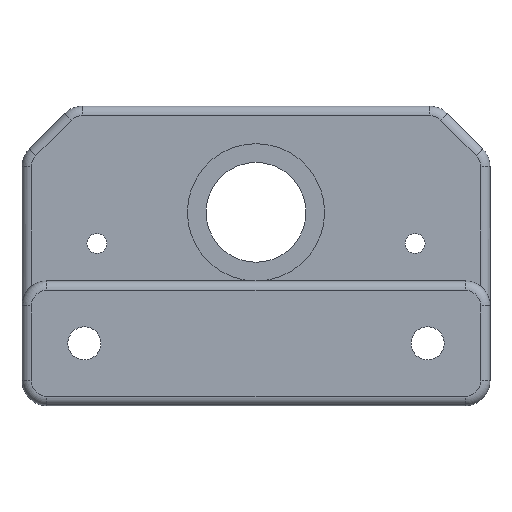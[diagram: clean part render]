
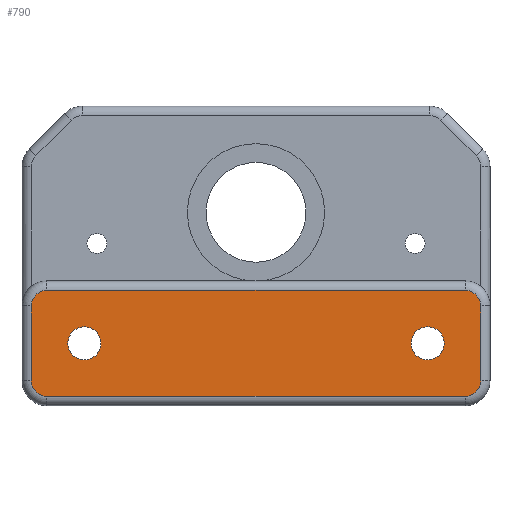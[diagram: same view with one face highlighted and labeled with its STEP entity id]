
A CAD part, front view. The second image highlights one B-rep face of the part: STEP entity #790.
In plain terms, the highlighted planar face has unit normal (0, -1, 0).
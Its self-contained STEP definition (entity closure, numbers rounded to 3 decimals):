
#23 = CARTESIAN_POINT ( 'NONE',  ( 33.5, 0., -29.5 ) ) ;
#27 = DIRECTION ( 'NONE',  ( 0., 0., 1. ) ) ;
#40 = ORIENTED_EDGE ( 'NONE', *, *, #899, .T. ) ;
#67 = EDGE_CURVE ( 'NONE', #264, #1375, #2671, .T. ) ;
#98 = AXIS2_PLACEMENT_3D ( 'NONE', #1465, #2158, #340 ) ;
#207 = LINE ( 'NONE', #23, #2637 ) ;
#219 = VERTEX_POINT ( 'NONE', #584 ) ;
#226 = FACE_OUTER_BOUND ( 'NONE', #2814, .T. ) ;
#264 = VERTEX_POINT ( 'NONE', #1727 ) ;
#300 = DIRECTION ( 'NONE',  ( -1., 0., 0. ) ) ;
#306 = EDGE_CURVE ( 'NONE', #2633, #219, #2635, .T. ) ;
#324 = CARTESIAN_POINT ( 'NONE',  ( 0., 0., -12.5 ) ) ;
#340 = DIRECTION ( 'NONE',  ( 0., 0., 1. ) ) ;
#346 = EDGE_CURVE ( 'NONE', #2328, #831, #207, .T. ) ;
#357 = AXIS2_PLACEMENT_3D ( 'NONE', #2511, #963, #2700 ) ;
#361 = EDGE_CURVE ( 'NONE', #219, #1268, #506, .T. ) ;
#389 = EDGE_CURVE ( 'NONE', #1268, #1274, #1368, .T. ) ;
#436 = CARTESIAN_POINT ( 'NONE',  ( -33.5, 0., -27. ) ) ;
#463 = CARTESIAN_POINT ( 'NONE',  ( -36., 0., -27. ) ) ;
#481 = DIRECTION ( 'NONE',  ( 0., 1., 0. ) ) ;
#506 = CIRCLE ( 'NONE', #357, 2.5 ) ;
#539 = DIRECTION ( 'NONE',  ( 0., 0., 1. ) ) ;
#551 = CARTESIAN_POINT ( 'NONE',  ( 33.5, 0., -27. ) ) ;
#584 = CARTESIAN_POINT ( 'NONE',  ( 36., 0., -15. ) ) ;
#595 = VERTEX_POINT ( 'NONE', #2850 ) ;
#659 = DIRECTION ( 'NONE',  ( 0., -1., 0. ) ) ;
#668 = EDGE_LOOP ( 'NONE', ( #2128, #2875 ) ) ;
#682 = AXIS2_PLACEMENT_3D ( 'NONE', #1565, #858, #2460 ) ;
#686 = DIRECTION ( 'NONE',  ( 1., 0., 0. ) ) ;
#690 = CARTESIAN_POINT ( 'NONE',  ( 27.5, 0., -21. ) ) ;
#699 = CARTESIAN_POINT ( 'NONE',  ( 36., 0., 0. ) ) ;
#790 = ADVANCED_FACE ( 'NONE', ( #226, #1781, #1560 ), #2253, .F. ) ;
#796 = CIRCLE ( 'NONE', #2796, 2.65 ) ;
#831 = VERTEX_POINT ( 'NONE', #1825 ) ;
#837 = AXIS2_PLACEMENT_3D ( 'NONE', #690, #481, #2490 ) ;
#853 = CARTESIAN_POINT ( 'NONE',  ( 27.5, 0., -18.35 ) ) ;
#857 = ORIENTED_EDGE ( 'NONE', *, *, #972, .T. ) ;
#858 = DIRECTION ( 'NONE',  ( 0., 1., 0. ) ) ;
#899 = EDGE_CURVE ( 'NONE', #831, #2633, #2138, .T. ) ;
#946 = CIRCLE ( 'NONE', #837, 2.65 ) ;
#963 = DIRECTION ( 'NONE',  ( 0., -1., 0. ) ) ;
#972 = EDGE_CURVE ( 'NONE', #1454, #595, #1782, .T. ) ;
#973 = AXIS2_PLACEMENT_3D ( 'NONE', #1327, #2442, #27 ) ;
#1003 = DIRECTION ( 'NONE',  ( 0., 1., 0. ) ) ;
#1038 = DIRECTION ( 'NONE',  ( 0., 1., 0. ) ) ;
#1110 = ORIENTED_EDGE ( 'NONE', *, *, #389, .T. ) ;
#1172 = AXIS2_PLACEMENT_3D ( 'NONE', #1207, #1038, #1229 ) ;
#1197 = EDGE_CURVE ( 'NONE', #1274, #1454, #1357, .T. ) ;
#1207 = CARTESIAN_POINT ( 'NONE',  ( -27.5, 0., -21. ) ) ;
#1217 = ORIENTED_EDGE ( 'NONE', *, *, #67, .T. ) ;
#1218 = CIRCLE ( 'NONE', #2558, 2.5 ) ;
#1229 = DIRECTION ( 'NONE',  ( 0., 0., 1. ) ) ;
#1239 = VECTOR ( 'NONE', #300, 1000. ) ;
#1268 = VERTEX_POINT ( 'NONE', #1881 ) ;
#1274 = VERTEX_POINT ( 'NONE', #2107 ) ;
#1307 = ORIENTED_EDGE ( 'NONE', *, *, #2434, .T. ) ;
#1311 = EDGE_CURVE ( 'NONE', #2592, #1331, #796, .T. ) ;
#1315 = CARTESIAN_POINT ( 'NONE',  ( -33.5, 0., -29.5 ) ) ;
#1324 = ORIENTED_EDGE ( 'NONE', *, *, #2288, .T. ) ;
#1327 = CARTESIAN_POINT ( 'NONE',  ( 0., 0., 0. ) ) ;
#1331 = VERTEX_POINT ( 'NONE', #1438 ) ;
#1357 = CIRCLE ( 'NONE', #98, 2.5 ) ;
#1368 = LINE ( 'NONE', #324, #1239 ) ;
#1375 = VERTEX_POINT ( 'NONE', #853 ) ;
#1438 = CARTESIAN_POINT ( 'NONE',  ( -27.5, 0., -18.35 ) ) ;
#1454 = VERTEX_POINT ( 'NONE', #2034 ) ;
#1465 = CARTESIAN_POINT ( 'NONE',  ( -33.5, 0., -15. ) ) ;
#1495 = ORIENTED_EDGE ( 'NONE', *, *, #346, .T. ) ;
#1560 = FACE_BOUND ( 'NONE', #1744, .T. ) ;
#1565 = CARTESIAN_POINT ( 'NONE',  ( 27.5, 0., -21. ) ) ;
#1607 = VECTOR ( 'NONE', #2190, 1000. ) ;
#1727 = CARTESIAN_POINT ( 'NONE',  ( 27.5, 0., -23.65 ) ) ;
#1728 = CARTESIAN_POINT ( 'NONE',  ( 36., 0., -27. ) ) ;
#1744 = EDGE_LOOP ( 'NONE', ( #1307, #1217 ) ) ;
#1781 = FACE_BOUND ( 'NONE', #668, .T. ) ;
#1782 = LINE ( 'NONE', #463, #2091 ) ;
#1825 = CARTESIAN_POINT ( 'NONE',  ( 33.5, 0., -29.5 ) ) ;
#1868 = DIRECTION ( 'NONE',  ( 0., -1., 0. ) ) ;
#1869 = DIRECTION ( 'NONE',  ( 0., 0., 1. ) ) ;
#1874 = ORIENTED_EDGE ( 'NONE', *, *, #361, .T. ) ;
#1881 = CARTESIAN_POINT ( 'NONE',  ( 33.5, 0., -12.5 ) ) ;
#1906 = ORIENTED_EDGE ( 'NONE', *, *, #306, .T. ) ;
#1907 = EDGE_CURVE ( 'NONE', #1331, #2592, #2193, .T. ) ;
#1961 = CARTESIAN_POINT ( 'NONE',  ( -27.5, 0., -23.65 ) ) ;
#2034 = CARTESIAN_POINT ( 'NONE',  ( -36., 0., -15. ) ) ;
#2091 = VECTOR ( 'NONE', #2422, 1000. ) ;
#2094 = CARTESIAN_POINT ( 'NONE',  ( -27.5, 0., -21. ) ) ;
#2107 = CARTESIAN_POINT ( 'NONE',  ( -33.5, 0., -12.5 ) ) ;
#2128 = ORIENTED_EDGE ( 'NONE', *, *, #1907, .T. ) ;
#2138 = CIRCLE ( 'NONE', #2604, 2.5 ) ;
#2158 = DIRECTION ( 'NONE',  ( 0., -1., 0. ) ) ;
#2190 = DIRECTION ( 'NONE',  ( 0., 0., 1. ) ) ;
#2193 = CIRCLE ( 'NONE', #1172, 2.65 ) ;
#2253 = PLANE ( 'NONE',  #973 ) ;
#2288 = EDGE_CURVE ( 'NONE', #595, #2328, #1218, .T. ) ;
#2328 = VERTEX_POINT ( 'NONE', #1315 ) ;
#2405 = DIRECTION ( 'NONE',  ( 0., 0., 1. ) ) ;
#2422 = DIRECTION ( 'NONE',  ( 0., 0., -1. ) ) ;
#2434 = EDGE_CURVE ( 'NONE', #1375, #264, #946, .T. ) ;
#2442 = DIRECTION ( 'NONE',  ( 0., 1., 0. ) ) ;
#2460 = DIRECTION ( 'NONE',  ( 0., 0., 1. ) ) ;
#2490 = DIRECTION ( 'NONE',  ( 0., 0., 1. ) ) ;
#2511 = CARTESIAN_POINT ( 'NONE',  ( 33.5, 0., -15. ) ) ;
#2558 = AXIS2_PLACEMENT_3D ( 'NONE', #436, #659, #2405 ) ;
#2592 = VERTEX_POINT ( 'NONE', #1961 ) ;
#2604 = AXIS2_PLACEMENT_3D ( 'NONE', #551, #1868, #539 ) ;
#2633 = VERTEX_POINT ( 'NONE', #1728 ) ;
#2635 = LINE ( 'NONE', #699, #1607 ) ;
#2637 = VECTOR ( 'NONE', #686, 1000. ) ;
#2671 = CIRCLE ( 'NONE', #682, 2.65 ) ;
#2700 = DIRECTION ( 'NONE',  ( 0., 0., 1. ) ) ;
#2796 = AXIS2_PLACEMENT_3D ( 'NONE', #2094, #1003, #1869 ) ;
#2807 = ORIENTED_EDGE ( 'NONE', *, *, #1197, .T. ) ;
#2814 = EDGE_LOOP ( 'NONE', ( #1110, #2807, #857, #1324, #1495, #40, #1906, #1874 ) ) ;
#2850 = CARTESIAN_POINT ( 'NONE',  ( -36., 0., -27. ) ) ;
#2875 = ORIENTED_EDGE ( 'NONE', *, *, #1311, .T. ) ;
